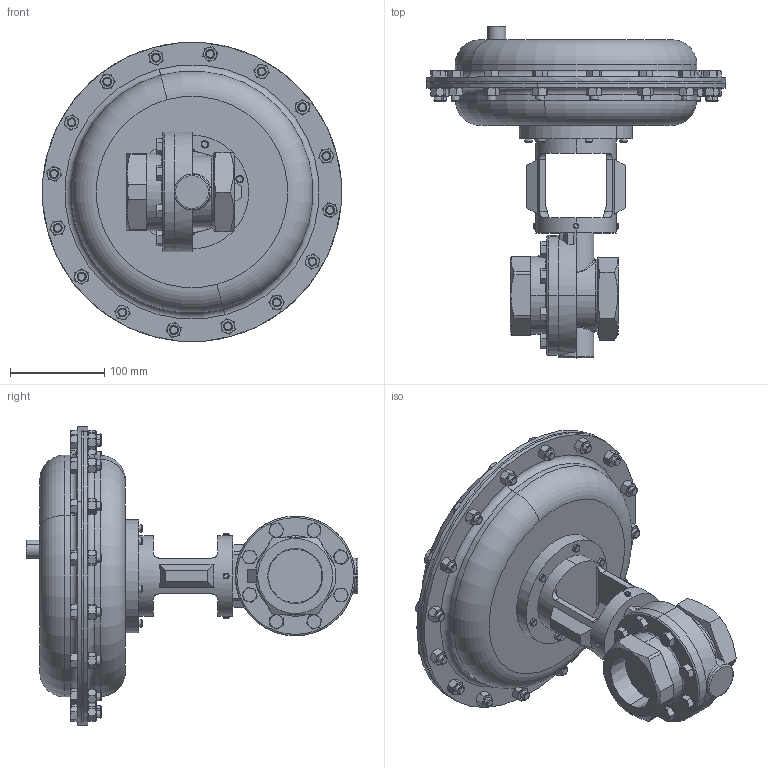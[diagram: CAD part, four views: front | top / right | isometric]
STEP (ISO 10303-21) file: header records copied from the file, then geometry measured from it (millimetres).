
FILE_DESCRIPTION (( 'STEP AP203' ), '1' );
FILE_NAME ('70-200-DI+BR-PT-55M.STEP', '2017-08-31T18:30:51', ( '' ), ( '' ), 'SwSTEP 2.0', 'SolidWorks 2014', '' );
FILE_SCHEMA (( 'CONFIG_CONTROL_DESIGN' ));
Length unit declared in the file: inch
Products named in the file (1): 70-200-DI+BR-PT-55M
Bounding box: 317.5 x 352.17 x 317.5 mm (x, y, z)
Volume: 6069424.7 mm3; surface area: 334812.1 mm2
Topology: 1 solids, 1 shells, 1000 faces, 2311 edges, 1398 vertices
Faces by surface type: plane 421, cone 401, cylinder 109, bspline 51, torus 18
Entity records: 43645 total; most frequent: CARTESIAN_POINT 22416, ORIENTED_EDGE 4622, DIRECTION 3983, EDGE_CURVE 2311, AXIS2_PLACEMENT_3D 1595, VERTEX_POINT 1398, EDGE_LOOP 1087, FACE_OUTER_BOUND 1000
